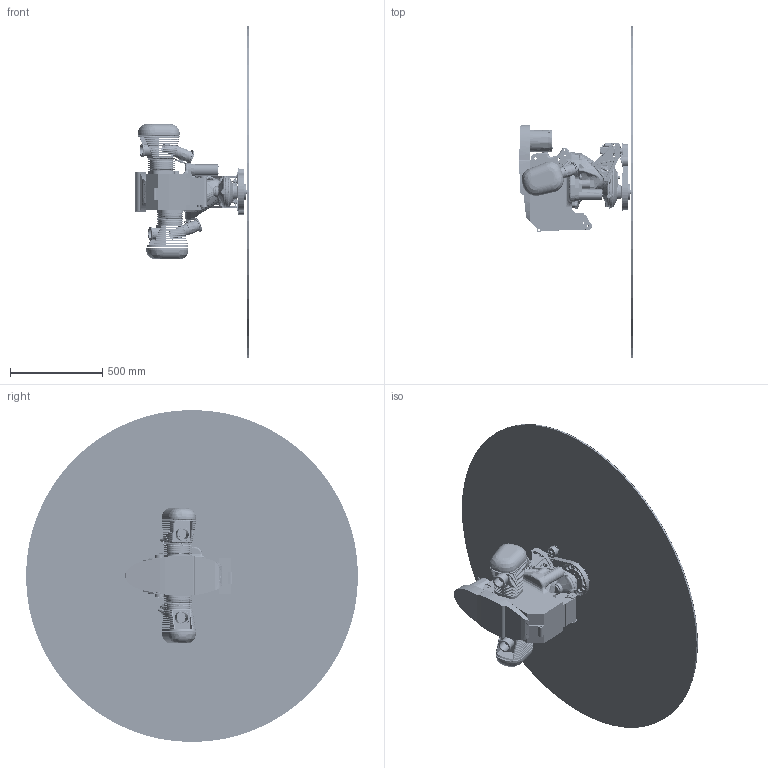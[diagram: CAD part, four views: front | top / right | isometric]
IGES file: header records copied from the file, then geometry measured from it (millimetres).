
Start section: SolidWorks IGES file using analytic representation for surfaces
Global section: file name: Ñèëîâàÿ óñòàíîâêà ÁÌÂ.IGS; native system: SolidWorks 2005 by SolidWorks Corporation; preprocessor: SolidWorks 2005 by SolidWorks Corporation; author: Powerhead; date: 050421.144520; units: millimetre
Bounding box: 617.8 x 1800 x 1800 mm (x, y, z)
Surface area: 7686520.1 mm2 (no closed solid volume)
Topology: 0 solids, 0 shells, 5789 faces, 82041 edges, 81956 vertices
Faces by surface type: bspline 3530, revolution 2259
